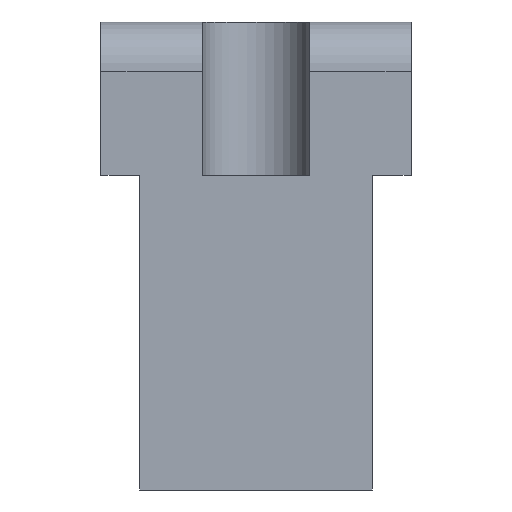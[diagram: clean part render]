
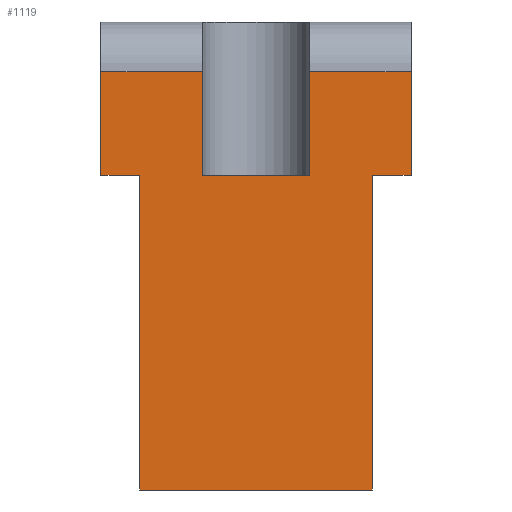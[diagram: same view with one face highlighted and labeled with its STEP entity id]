
A CAD part, front view. The second image highlights one B-rep face of the part: STEP entity #1119.
In plain terms, the highlighted planar face has unit normal (0, -1, 0).
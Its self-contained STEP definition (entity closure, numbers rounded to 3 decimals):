
#641=CARTESIAN_POINT('POINT55',(0.218,-0.9,1.271));
#642=VERTEX_POINT('VERTEX55',#641);
#649=CARTESIAN_POINT('POINT56',(0.163,-0.9,1.271));
#650=VERTEX_POINT('VERTEX56',#649);
#651=CARTESIAN_POINT('POS63',(0.,-0.9,1.271));
#652=DIRECTION('DIR93',(-1.,0.,0.));
#653=VECTOR('VEC33',#652,1.);
#654=LINE('STRAIGHT33',#651,#653);
#655=EDGE_CURVE('EDGE72',#642,#650,#654,.T.);
#679=CARTESIAN_POINT('POINT58',(-0.163,-0.9,0.83));
#680=VERTEX_POINT('VERTEX58',#679);
#688=CARTESIAN_POINT('POINT59',(0.163,-0.9,0.83));
#689=VERTEX_POINT('VERTEX59',#688);
#696=CARTESIAN_POINT('POS69',(0.,-0.9,0.83));
#697=DIRECTION('DIR100',(1.,0.,0.));
#698=VECTOR('VEC38',#697,1.);
#699=LINE('STRAIGHT38',#696,#698);
#700=EDGE_CURVE('EDGE77',#680,#689,#699,.T.);
#765=CARTESIAN_POINT('POINT63',(0.075,-0.9,1.416));
#766=VERTEX_POINT('VERTEX63',#765);
#792=CARTESIAN_POINT('POINT67',(0.075,-0.9,1.271));
#793=VERTEX_POINT('VERTEX67',#792);
#800=CARTESIAN_POINT('POS79',(0.075,-0.9,0.));
#801=DIRECTION('DIR114',(0.,0.,1.));
#802=VECTOR('VEC44',#801,1.);
#803=LINE('STRAIGHT44',#800,#802);
#804=EDGE_CURVE('EDGE87',#793,#766,#803,.T.);
#820=CARTESIAN_POINT('POINT68',(-0.163,-0.9,1.271));
#821=VERTEX_POINT('VERTEX68',#820);
#822=CARTESIAN_POINT('POS81',(-0.163,-0.9,0.));
#823=DIRECTION('DIR117',(0.,0.,-1.));
#824=VECTOR('VEC45',#823,1.);
#825=LINE('STRAIGHT45',#822,#824);
#826=EDGE_CURVE('EDGE88',#821,#680,#825,.T.);
#911=CARTESIAN_POINT('POS92',(0.163,-0.9,0.));
#912=DIRECTION('DIR130',(0.,0.,-1.));
#913=VECTOR('VEC54',#912,1.);
#914=LINE('STRAIGHT54',#911,#913);
#915=EDGE_CURVE('EDGE97',#650,#689,#914,.T.);
#959=CARTESIAN_POINT('POINT76',(0.218,-0.9,1.416));
#960=VERTEX_POINT('VERTEX76',#959);
#968=CARTESIAN_POINT('POS98',(0.218,-0.9,0.));
#969=DIRECTION('DIR139',(0.,0.,1.));
#970=VECTOR('VEC57',#969,1.);
#971=LINE('STRAIGHT57',#968,#970);
#972=EDGE_CURVE('EDGE101',#642,#960,#971,.T.);
#997=CARTESIAN_POINT('POS102',(0.218,-0.9,1.416));
#998=DIRECTION('DIR144',(1.,0.,0.));
#999=VECTOR('VEC60',#998,1.);
#1000=LINE('STRAIGHT60',#997,#999);
#1001=EDGE_CURVE('EDGE104',#766,#960,#1000,.T.);
#1052=CARTESIAN_POINT('POINT79',(-0.075,-0.9,1.271));
#1053=VERTEX_POINT('VERTEX79',#1052);
#1060=CARTESIAN_POINT('POS109',(0.,-0.9,1.271));
#1061=DIRECTION('DIR155',(-1.,0.,0.));
#1062=VECTOR('VEC63',#1061,1.);
#1063=LINE('STRAIGHT63',#1060,#1062);
#1064=EDGE_CURVE('EDGE109',#793,#1053,#1063,.T.);
#1074=ORIENTED_EDGE('COEDGE196',*,*,#700,.T.);
#1075=ORIENTED_EDGE('COEDGE197',*,*,#915,.F.);
#1076=ORIENTED_EDGE('COEDGE198',*,*,#655,.F.);
#1077=ORIENTED_EDGE('COEDGE199',*,*,#972,.T.);
#1078=ORIENTED_EDGE('COEDGE200',*,*,#1001,.F.);
#1079=ORIENTED_EDGE('COEDGE201',*,*,#804,.F.);
#1080=ORIENTED_EDGE('COEDGE202',*,*,#1064,.T.);
#1081=CARTESIAN_POINT('POINT80',(-0.075,-0.9,1.416));
#1082=VERTEX_POINT('VERTEX80',#1081);
#1083=CARTESIAN_POINT('POS111',(-0.075,-0.9,0.));
#1084=DIRECTION('DIR158',(0.,0.,1.));
#1085=VECTOR('VEC64',#1084,1.);
#1086=LINE('STRAIGHT64',#1083,#1085);
#1087=EDGE_CURVE('EDGE110',#1053,#1082,#1086,.T.);
#1088=ORIENTED_EDGE('COEDGE203',*,*,#1087,.T.);
#1089=CARTESIAN_POINT('POINT81',(-0.218,-0.9,1.416));
#1090=VERTEX_POINT('VERTEX81',#1089);
#1091=CARTESIAN_POINT('POS112',(0.218,-0.9,1.416));
#1092=DIRECTION('DIR159',(1.,0.,0.));
#1093=VECTOR('VEC65',#1092,1.);
#1094=LINE('STRAIGHT65',#1091,#1093);
#1095=EDGE_CURVE('EDGE111',#1090,#1082,#1094,.T.);
#1096=ORIENTED_EDGE('COEDGE204',*,*,#1095,.F.);
#1097=CARTESIAN_POINT('POINT82',(-0.218,-0.9,1.271));
#1098=VERTEX_POINT('VERTEX82',#1097);
#1099=CARTESIAN_POINT('POS113',(-0.218,-0.9,0.));
#1100=DIRECTION('DIR160',(0.,0.,1.));
#1101=VECTOR('VEC66',#1100,1.);
#1102=LINE('STRAIGHT66',#1099,#1101);
#1103=EDGE_CURVE('EDGE112',#1098,#1090,#1102,.T.);
#1104=ORIENTED_EDGE('COEDGE205',*,*,#1103,.F.);
#1105=CARTESIAN_POINT('POS114',(-0.413,-0.9,1.271));
#1106=DIRECTION('DIR161',(-1.,0.,0.));
#1107=VECTOR('VEC67',#1106,1.);
#1108=LINE('STRAIGHT67',#1105,#1107);
#1109=EDGE_CURVE('EDGE113',#821,#1098,#1108,.T.);
#1110=ORIENTED_EDGE('COEDGE206',*,*,#1109,.F.);
#1111=ORIENTED_EDGE('COEDGE207',*,*,#826,.T.);
#1112=EDGE_LOOP('NONE',(#1074,#1075,#1076,#1077,#1078,#1079,#1080,#1088,
   #1096,#1104,#1110,#1111));
#1113=FACE_BOUND('LOOP1',#1112,.T.);
#1114=CARTESIAN_POINT('POS115',(0.,-0.9,0.536));
#1115=DIRECTION('DIR162',(0.,1.,0.));
#1116=DIRECTION('DIR163',(1.,0.,0.));
#1117=AXIS2_PLACEMENT_3D('AXIS48',#1114,#1115,#1116);
#1118=PLANE('PLANE21',#1117);
#1119=ADVANCED_FACE('FACE37',(#1113),#1118,.F.);
